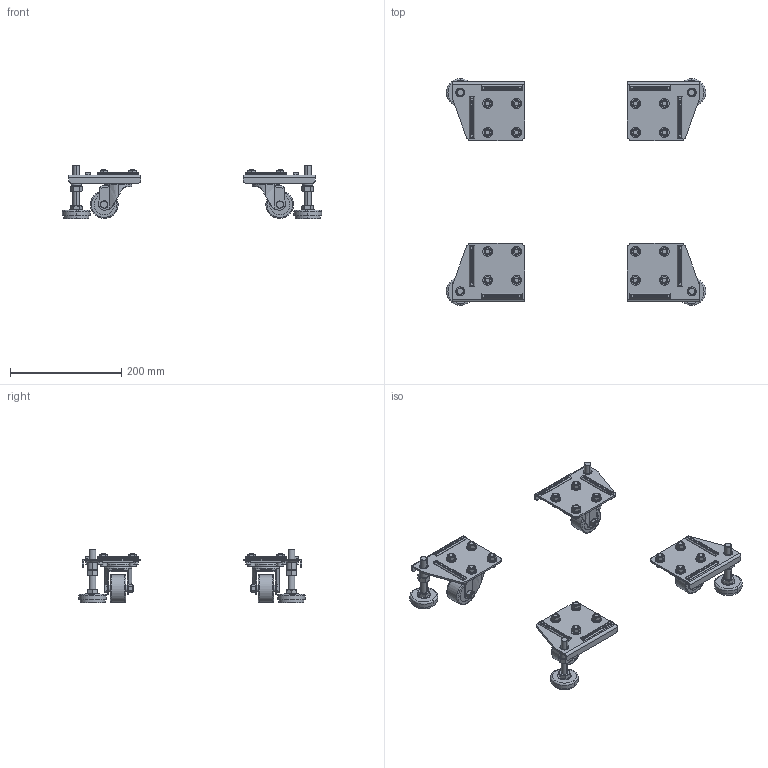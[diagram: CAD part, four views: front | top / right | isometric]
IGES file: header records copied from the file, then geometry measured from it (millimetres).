
Start section: 3D InterOp IGES (v. 2019 1.0.1), Spatial Corp. Copyright (c) 1999-2017.
Global section: file name: AS25A-M12.igs; native system: Spatial Corp.; preprocessor: 3D InterOp GENERIC/IGES 3.0; author: Noname; organization: Noname; date: 20220105.190511; units: millimetre
Bounding box: 467 x 408 x 95.5 mm (x, y, z)
Surface area: 380321.1 mm2 (no closed solid volume)
Topology: 0 solids, 0 shells, 2308 faces, 11776 edges, 11776 vertices
Faces by surface type: revolution 1248, extrusion 1060
